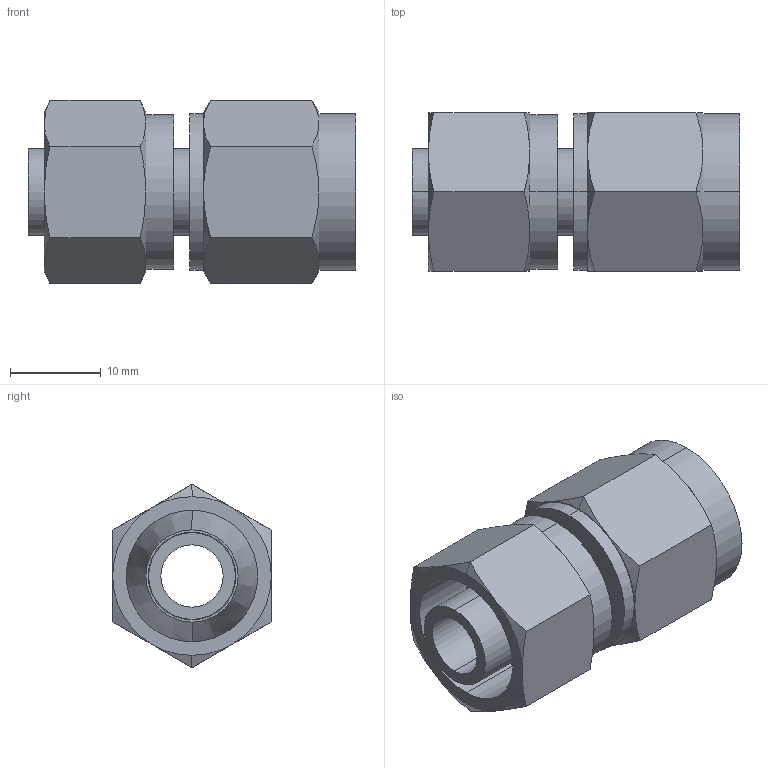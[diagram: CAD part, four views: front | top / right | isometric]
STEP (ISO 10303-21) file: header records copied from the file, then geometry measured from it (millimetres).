
FILE_DESCRIPTION(('starvars output'),'2;1');
FILE_NAME('cv20200221163410000030353.stp','16:34:10 2020/02/21',( 'Thomas Industrial Network Germany GmbH'),( 'Thomas Industrial Network Germany GmbH'),'unknown preprocess','ACIS' ,'unknown authorization');
FILE_SCHEMA(('AUTOMOTIVE_DESIGN_CC2 {UNKNOWN IMPLEMENTATION LEVEL}'));
Length unit declared in the file: millimetre
Products named in the file (1): PRODUCT_ID_1
Bounding box: 36.07 x 17.46 x 20.16 mm (x, y, z)
Volume: 5191.3 mm3; surface area: 5877.5 mm2
Topology: 2 solids, 2 shells, 84 faces, 176 edges, 106 vertices
Faces by surface type: cone 34, plane 26, cylinder 24
Entity records: 2475 total; most frequent: CARTESIAN_POINT 370, ORIENTED_EDGE 352, DIRECTION 194, EDGE_CURVE 176, VERTEX_POINT 106, EDGE_LOOP 98, FACE_BOUND 98, ADVANCED_FACE 84
